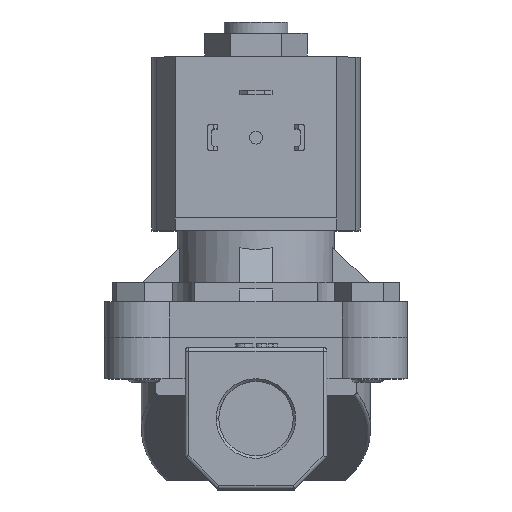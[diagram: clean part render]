
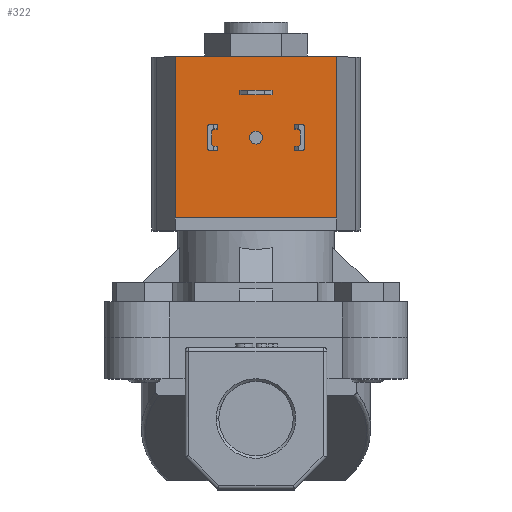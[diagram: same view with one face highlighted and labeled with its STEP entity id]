
A CAD part, top view. The second image highlights one B-rep face of the part: STEP entity #322.
In plain terms, the highlighted planar face has unit normal (0, 0, 1).
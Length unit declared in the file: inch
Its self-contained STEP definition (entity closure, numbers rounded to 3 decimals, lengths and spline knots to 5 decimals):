
#25 = EDGE_CURVE ( 'NONE', #10388, #7738, #5543, .T. ) ;
#47 = DIRECTION ( 'NONE',  ( 1., 0., 0. ) ) ;
#186 = DIRECTION ( 'NONE',  ( 1., 0., 0. ) ) ;
#192 = VERTEX_POINT ( 'NONE', #4088 ) ;
#249 = ORIENTED_EDGE ( 'NONE', *, *, #7627, .F. ) ;
#304 = EDGE_CURVE ( 'NONE', #3884, #4755, #2351, .T. ) ;
#322 = ADVANCED_FACE ( 'NONE', ( #11955, #1038 ), #2988, .T. ) ;
#390 = CARTESIAN_POINT ( 'NONE',  ( 0.625, 1.557, 1.03 ) ) ;
#905 = CIRCLE ( 'NONE', #2787, 0.05 ) ;
#963 = ORIENTED_EDGE ( 'NONE', *, *, #4809, .F. ) ;
#1038 = FACE_OUTER_BOUND ( 'NONE', #8961, .T. ) ;
#1153 = EDGE_LOOP ( 'NONE', ( #11482, #249 ) ) ;
#1462 = LINE ( 'NONE', #1520, #9745 ) ;
#1520 = CARTESIAN_POINT ( 'NONE',  ( -1.105, 1.557, 1.03 ) ) ;
#1694 = VECTOR ( 'NONE', #11879, 39.37008 ) ;
#1926 = AXIS2_PLACEMENT_3D ( 'NONE', #4998, #6060, #47 ) ;
#2315 = ORIENTED_EDGE ( 'NONE', *, *, #8502, .T. ) ;
#2351 = CIRCLE ( 'NONE', #7977, 0.05 ) ;
#2406 = CARTESIAN_POINT ( 'NONE',  ( -0.05, 2.18, 1.03 ) ) ;
#2787 = AXIS2_PLACEMENT_3D ( 'NONE', #8228, #3068, #186 ) ;
#2988 = PLANE ( 'NONE',  #1926 ) ;
#3068 = DIRECTION ( 'NONE',  ( 0., 0., 1. ) ) ;
#3657 = CARTESIAN_POINT ( 'NONE',  ( -0.625, 0.10516, 1.03 ) ) ;
#3716 = DIRECTION ( 'NONE',  ( 0., 1., 0. ) ) ;
#3797 = EDGE_CURVE ( 'NONE', #6163, #192, #7785, .T. ) ;
#3884 = VERTEX_POINT ( 'NONE', #11011 ) ;
#3897 = DIRECTION ( 'NONE',  ( 1., 0., 0. ) ) ;
#3979 = ORIENTED_EDGE ( 'NONE', *, *, #3797, .T. ) ;
#4015 = ORIENTED_EDGE ( 'NONE', *, *, #25, .F. ) ;
#4088 = CARTESIAN_POINT ( 'NONE',  ( 0.625, 2.807, 1.03 ) ) ;
#4666 = CARTESIAN_POINT ( 'NONE',  ( -0.625, 2.807, 1.03 ) ) ;
#4755 = VERTEX_POINT ( 'NONE', #2406 ) ;
#4809 = EDGE_CURVE ( 'NONE', #7738, #192, #8726, .T. ) ;
#4998 = CARTESIAN_POINT ( 'NONE',  ( 0.625, 0.10516, 1.03 ) ) ;
#5543 = LINE ( 'NONE', #3657, #8809 ) ;
#5687 = DIRECTION ( 'NONE',  ( 1., 0., 0. ) ) ;
#6060 = DIRECTION ( 'NONE',  ( 0., 0., 1. ) ) ;
#6163 = VERTEX_POINT ( 'NONE', #390 ) ;
#6349 = VECTOR ( 'NONE', #12834, 39.37008 ) ;
#7627 = EDGE_CURVE ( 'NONE', #4755, #3884, #905, .T. ) ;
#7683 = CARTESIAN_POINT ( 'NONE',  ( 0.625, 2.807, 1.03 ) ) ;
#7738 = VERTEX_POINT ( 'NONE', #4666 ) ;
#7785 = LINE ( 'NONE', #11860, #6349 ) ;
#7977 = AXIS2_PLACEMENT_3D ( 'NONE', #8080, #10001, #3897 ) ;
#8080 = CARTESIAN_POINT ( 'NONE',  ( 0., 2.18, 1.03 ) ) ;
#8228 = CARTESIAN_POINT ( 'NONE',  ( 0., 2.18, 1.03 ) ) ;
#8502 = EDGE_CURVE ( 'NONE', #10388, #6163, #1462, .T. ) ;
#8726 = LINE ( 'NONE', #7683, #1694 ) ;
#8809 = VECTOR ( 'NONE', #3716, 39.37008 ) ;
#8961 = EDGE_LOOP ( 'NONE', ( #2315, #3979, #963, #4015 ) ) ;
#9745 = VECTOR ( 'NONE', #5687, 39.37008 ) ;
#10001 = DIRECTION ( 'NONE',  ( 0., 0., 1. ) ) ;
#10388 = VERTEX_POINT ( 'NONE', #11824 ) ;
#11011 = CARTESIAN_POINT ( 'NONE',  ( 0.05, 2.18, 1.03 ) ) ;
#11482 = ORIENTED_EDGE ( 'NONE', *, *, #304, .F. ) ;
#11824 = CARTESIAN_POINT ( 'NONE',  ( -0.625, 1.557, 1.03 ) ) ;
#11860 = CARTESIAN_POINT ( 'NONE',  ( 0.625, 0.10516, 1.03 ) ) ;
#11879 = DIRECTION ( 'NONE',  ( 1., 0., 0. ) ) ;
#11955 = FACE_BOUND ( 'NONE', #1153, .T. ) ;
#12834 = DIRECTION ( 'NONE',  ( 0., 1., 0. ) ) ;
